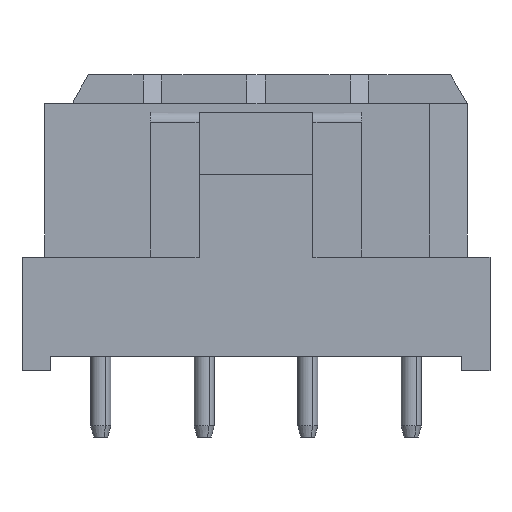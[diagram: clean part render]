
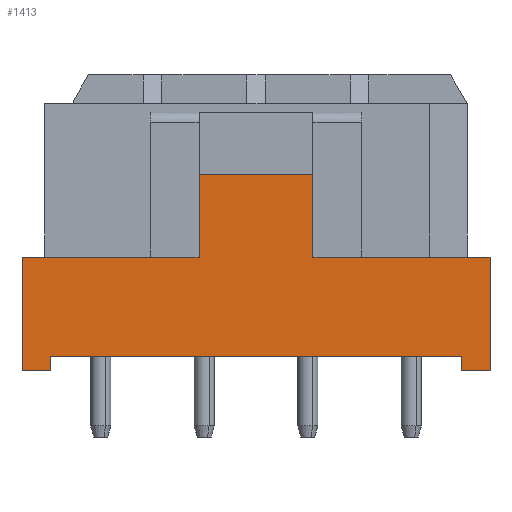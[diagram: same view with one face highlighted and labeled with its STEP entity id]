
A CAD part, front view. The second image highlights one B-rep face of the part: STEP entity #1413.
In plain terms, the highlighted planar face has unit normal (0, -1, 0).
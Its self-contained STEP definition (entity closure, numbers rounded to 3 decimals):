
#1315=AXIS2_PLACEMENT_3D('Plane Axis2P3D',#1312,#1313,#1314) ;
#659=CARTESIAN_POINT('Vertex',(0.,1.5,8.7)) ;
#662=CARTESIAN_POINT('Line Origine',(3.1,1.5,8.7)) ;
#666=CARTESIAN_POINT('Vertex',(6.2,1.5,8.7)) ;
#763=CARTESIAN_POINT('Line Origine',(19.5,1.5,8.7)) ;
#767=CARTESIAN_POINT('Vertex',(16.4,1.5,8.7)) ;
#769=CARTESIAN_POINT('Vertex',(22.6,1.5,8.7)) ;
#1312=CARTESIAN_POINT('Axis2P3D Location',(0.,1.5,0.)) ;
#1317=CARTESIAN_POINT('Line Origine',(21.9,1.5,3.2)) ;
#1321=CARTESIAN_POINT('Vertex',(21.2,1.5,3.2)) ;
#1323=CARTESIAN_POINT('Vertex',(22.6,1.5,3.2)) ;
#1326=CARTESIAN_POINT('Line Origine',(22.6,1.5,5.95)) ;
#1331=CARTESIAN_POINT('Line Origine',(15.225,1.5,8.7)) ;
#1335=CARTESIAN_POINT('Vertex',(14.05,1.5,8.7)) ;
#1338=CARTESIAN_POINT('Line Origine',(14.05,1.5,10.931)) ;
#1342=CARTESIAN_POINT('Vertex',(14.05,1.5,13.162)) ;
#1345=CARTESIAN_POINT('Line Origine',(11.3,1.5,13.162)) ;
#1349=CARTESIAN_POINT('Vertex',(8.55,1.5,13.162)) ;
#1352=CARTESIAN_POINT('Line Origine',(8.55,1.5,10.931)) ;
#1356=CARTESIAN_POINT('Vertex',(8.55,1.5,8.7)) ;
#1359=CARTESIAN_POINT('Line Origine',(7.375,1.5,8.7)) ;
#1364=CARTESIAN_POINT('Line Origine',(0.,1.5,5.95)) ;
#1368=CARTESIAN_POINT('Vertex',(0.,1.5,3.2)) ;
#1371=CARTESIAN_POINT('Line Origine',(0.7,1.5,3.2)) ;
#1375=CARTESIAN_POINT('Vertex',(1.4,1.5,3.2)) ;
#1378=CARTESIAN_POINT('Line Origine',(1.4,1.5,3.55)) ;
#1382=CARTESIAN_POINT('Vertex',(1.4,1.5,3.9)) ;
#1385=CARTESIAN_POINT('Line Origine',(11.3,1.5,3.9)) ;
#1389=CARTESIAN_POINT('Vertex',(21.2,1.5,3.9)) ;
#1392=CARTESIAN_POINT('Line Origine',(21.2,1.5,3.55)) ;
#663=DIRECTION('Vector Direction',(1.,0.,0.)) ;
#764=DIRECTION('Vector Direction',(1.,0.,0.)) ;
#1313=DIRECTION('Axis2P3D Direction',(0.,-1.,0.)) ;
#1314=DIRECTION('Axis2P3D XDirection',(1.,0.,0.)) ;
#1318=DIRECTION('Vector Direction',(1.,0.,0.)) ;
#1327=DIRECTION('Vector Direction',(0.,0.,1.)) ;
#1332=DIRECTION('Vector Direction',(1.,0.,0.)) ;
#1339=DIRECTION('Vector Direction',(0.,0.,1.)) ;
#1346=DIRECTION('Vector Direction',(1.,0.,0.)) ;
#1353=DIRECTION('Vector Direction',(0.,0.,1.)) ;
#1360=DIRECTION('Vector Direction',(1.,0.,0.)) ;
#1365=DIRECTION('Vector Direction',(0.,0.,1.)) ;
#1372=DIRECTION('Vector Direction',(1.,0.,0.)) ;
#1379=DIRECTION('Vector Direction',(0.,0.,1.)) ;
#1386=DIRECTION('Vector Direction',(-1.,0.,0.)) ;
#1393=DIRECTION('Vector Direction',(0.,0.,1.)) ;
#664=VECTOR('Line Direction',#663,1.) ;
#765=VECTOR('Line Direction',#764,1.) ;
#1319=VECTOR('Line Direction',#1318,1.) ;
#1328=VECTOR('Line Direction',#1327,1.) ;
#1333=VECTOR('Line Direction',#1332,1.) ;
#1340=VECTOR('Line Direction',#1339,1.) ;
#1347=VECTOR('Line Direction',#1346,1.) ;
#1354=VECTOR('Line Direction',#1353,1.) ;
#1361=VECTOR('Line Direction',#1360,1.) ;
#1366=VECTOR('Line Direction',#1365,1.) ;
#1373=VECTOR('Line Direction',#1372,1.) ;
#1380=VECTOR('Line Direction',#1379,1.) ;
#1387=VECTOR('Line Direction',#1386,1.) ;
#1394=VECTOR('Line Direction',#1393,1.) ;
#1398=ORIENTED_EDGE('',*,*,#1325,.T.) ;
#1399=ORIENTED_EDGE('',*,*,#1330,.T.) ;
#1400=ORIENTED_EDGE('',*,*,#771,.F.) ;
#1401=ORIENTED_EDGE('',*,*,#1337,.F.) ;
#1402=ORIENTED_EDGE('',*,*,#1344,.F.) ;
#1403=ORIENTED_EDGE('',*,*,#1351,.F.) ;
#1404=ORIENTED_EDGE('',*,*,#1358,.T.) ;
#1405=ORIENTED_EDGE('',*,*,#1363,.F.) ;
#1406=ORIENTED_EDGE('',*,*,#668,.F.) ;
#1407=ORIENTED_EDGE('',*,*,#1370,.F.) ;
#1408=ORIENTED_EDGE('',*,*,#1377,.T.) ;
#1409=ORIENTED_EDGE('',*,*,#1384,.T.) ;
#1410=ORIENTED_EDGE('',*,*,#1391,.F.) ;
#1411=ORIENTED_EDGE('',*,*,#1396,.F.) ;
#1413=ADVANCED_FACE('Hauptkoerper',(#1412),#1316,.T.) ;
#668=EDGE_CURVE('',#660,#667,#665,.T.) ;
#771=EDGE_CURVE('',#768,#770,#766,.T.) ;
#1325=EDGE_CURVE('',#1322,#1324,#1320,.T.) ;
#1330=EDGE_CURVE('',#1324,#770,#1329,.T.) ;
#1337=EDGE_CURVE('',#1336,#768,#1334,.T.) ;
#1344=EDGE_CURVE('',#1343,#1336,#1341,.F.) ;
#1351=EDGE_CURVE('',#1350,#1343,#1348,.T.) ;
#1358=EDGE_CURVE('',#1350,#1357,#1355,.F.) ;
#1363=EDGE_CURVE('',#667,#1357,#1362,.T.) ;
#1370=EDGE_CURVE('',#1369,#660,#1367,.T.) ;
#1377=EDGE_CURVE('',#1369,#1376,#1374,.T.) ;
#1384=EDGE_CURVE('',#1376,#1383,#1381,.T.) ;
#1391=EDGE_CURVE('',#1390,#1383,#1388,.T.) ;
#1396=EDGE_CURVE('',#1322,#1390,#1395,.T.) ;
#1397=EDGE_LOOP('',(#1398,#1399,#1400,#1401,#1402,#1403,#1404,#1405,#1406,#1407,#1408,#1409,#1410,#1411)) ;
#1412=FACE_OUTER_BOUND('',#1397,.T.) ;
#665=LINE('Line',#662,#664) ;
#766=LINE('Line',#763,#765) ;
#1320=LINE('Line',#1317,#1319) ;
#1329=LINE('Line',#1326,#1328) ;
#1334=LINE('Line',#1331,#1333) ;
#1341=LINE('Line',#1338,#1340) ;
#1348=LINE('Line',#1345,#1347) ;
#1355=LINE('Line',#1352,#1354) ;
#1362=LINE('Line',#1359,#1361) ;
#1367=LINE('Line',#1364,#1366) ;
#1374=LINE('Line',#1371,#1373) ;
#1381=LINE('Line',#1378,#1380) ;
#1388=LINE('Line',#1385,#1387) ;
#1395=LINE('Line',#1392,#1394) ;
#1316=PLANE('',#1315) ;
#660=VERTEX_POINT('',#659) ;
#667=VERTEX_POINT('',#666) ;
#768=VERTEX_POINT('',#767) ;
#770=VERTEX_POINT('',#769) ;
#1322=VERTEX_POINT('',#1321) ;
#1324=VERTEX_POINT('',#1323) ;
#1336=VERTEX_POINT('',#1335) ;
#1343=VERTEX_POINT('',#1342) ;
#1350=VERTEX_POINT('',#1349) ;
#1357=VERTEX_POINT('',#1356) ;
#1369=VERTEX_POINT('',#1368) ;
#1376=VERTEX_POINT('',#1375) ;
#1383=VERTEX_POINT('',#1382) ;
#1390=VERTEX_POINT('',#1389) ;
